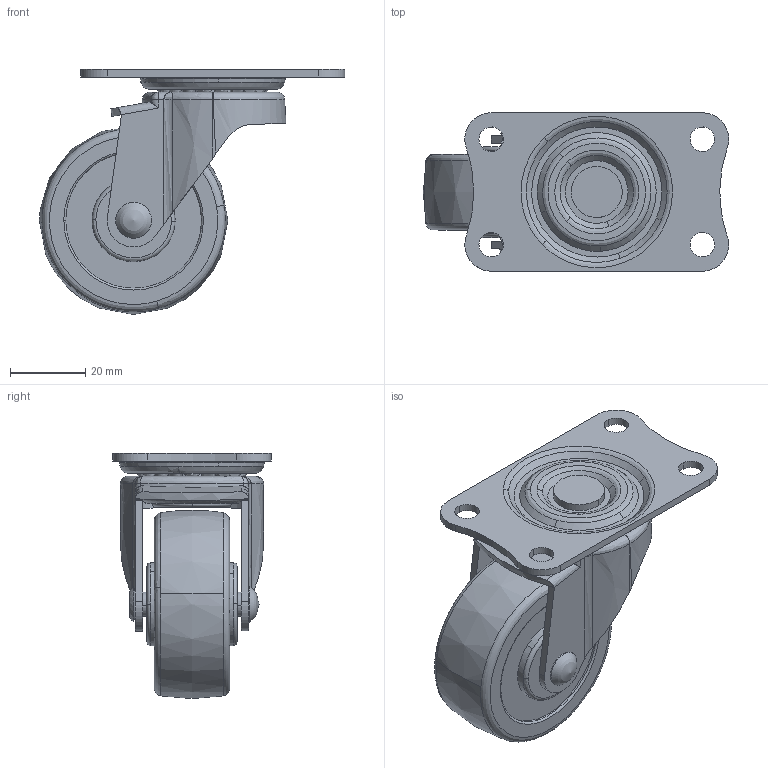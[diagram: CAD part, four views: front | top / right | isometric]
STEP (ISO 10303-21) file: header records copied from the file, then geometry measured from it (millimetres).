
FILE_DESCRIPTION((''),'2;1');
FILE_NAME('','2005-12-15T17:13:28',(''),(''),'','CADfix','');
FILE_SCHEMA(('AUTOMOTIVE_DESIGN'));
Length unit declared in the file: millimetre
Products named in the file (6): body; wheel; mounting plate; main shaft; axle; No_420_E_R50_2_29664_36
Assembly tree (5 placements, depth 2):
  No_420_E_R50_2_29664_36
    body
    wheel
    mounting plate
    main shaft
    axle
Bounding box: 80.99 x 42 x 65 mm (x, y, z)
Volume: 56465.1 mm3; surface area: 24237.5 mm2
Topology: 5 solids, 5 shells, 229 faces, 750 edges, 562 vertices
Faces by surface type: bspline 229
Entity records: 14294 total; most frequent: CARTESIAN_POINT 10057, ORIENTED_EDGE 1496, EDGE_CURVE 748, VERTEX_POINT 562, EDGE_LOOP 352, FACE_OUTER_BOUND 229, ADVANCED_FACE 229, QUASI_UNIFORM_CURVE 158
